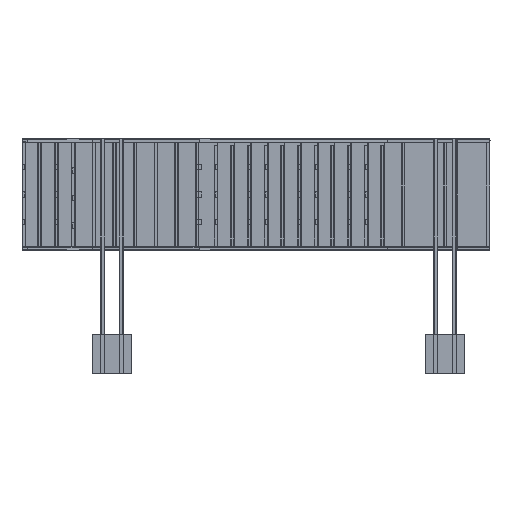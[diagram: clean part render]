
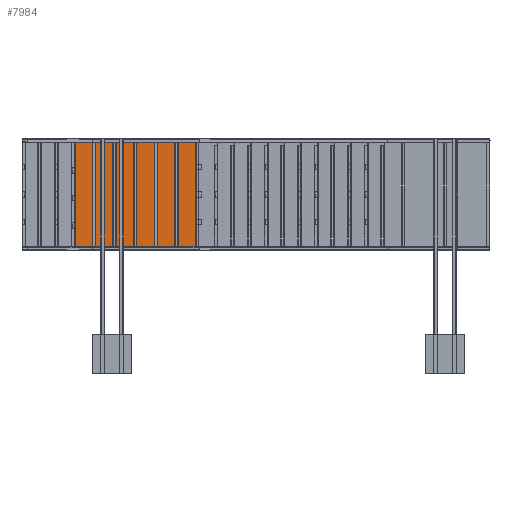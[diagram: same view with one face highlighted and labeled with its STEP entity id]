
A CAD part, front view. The second image highlights one B-rep face of the part: STEP entity #7984.
In plain terms, the highlighted free-form (B-spline) face has degree [1, 1] with [2, 2] control points.
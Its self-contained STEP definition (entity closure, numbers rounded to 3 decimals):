
#7864 = EDGE_CURVE('',#7865,#7867,#7869,.T.);
#7865 = VERTEX_POINT('',#7866);
#7866 = CARTESIAN_POINT('',(-1983.413,664.448,
    3875.804));
#7867 = VERTEX_POINT('',#7868);
#7868 = CARTESIAN_POINT('',(215.863,664.448,
    3875.804));
#7869 = B_SPLINE_CURVE_WITH_KNOTS('',1,(#7870,#7871),.UNSPECIFIED.,.F.,
  .F.,(2,2),(-2263.,-0.),.PIECEWISE_BEZIER_KNOTS.);
#7870 = CARTESIAN_POINT('',(-1983.413,664.448,
    3875.804));
#7871 = CARTESIAN_POINT('',(215.863,664.448,
    3875.804));
#7900 = EDGE_CURVE('',#7867,#7901,#7903,.T.);
#7901 = VERTEX_POINT('',#7902);
#7902 = CARTESIAN_POINT('',(215.863,664.448,
    1932.122));
#7903 = B_SPLINE_CURVE_WITH_KNOTS('',1,(#7904,#7905),.UNSPECIFIED.,.F.,
  .F.,(2,2),(0.,2000.),.PIECEWISE_BEZIER_KNOTS.);
#7904 = CARTESIAN_POINT('',(215.863,664.448,
    3875.804));
#7905 = CARTESIAN_POINT('',(215.863,664.448,
    1932.122));
#7928 = EDGE_CURVE('',#7901,#7929,#7931,.T.);
#7929 = VERTEX_POINT('',#7930);
#7930 = CARTESIAN_POINT('',(-1983.413,664.448,
    1932.122));
#7931 = B_SPLINE_CURVE_WITH_KNOTS('',1,(#7932,#7933),.UNSPECIFIED.,.F.,
  .F.,(2,2),(0.,2263.),.PIECEWISE_BEZIER_KNOTS.);
#7932 = CARTESIAN_POINT('',(215.863,664.448,
    1932.122));
#7933 = CARTESIAN_POINT('',(-1983.413,664.448,
    1932.122));
#7956 = EDGE_CURVE('',#7929,#7865,#7957,.T.);
#7957 = B_SPLINE_CURVE_WITH_KNOTS('',1,(#7958,#7959),.UNSPECIFIED.,.F.,
  .F.,(2,2),(-2000.,0.),.PIECEWISE_BEZIER_KNOTS.);
#7958 = CARTESIAN_POINT('',(-1983.413,664.448,
    1932.122));
#7959 = CARTESIAN_POINT('',(-1983.413,664.448,
    3875.804));
#7984 = ADVANCED_FACE('',(#7985),#7991,.T.);
#7985 = FACE_BOUND('',#7986,.T.);
#7986 = EDGE_LOOP('',(#7987,#7988,#7989,#7990));
#7987 = ORIENTED_EDGE('',*,*,#7864,.F.);
#7988 = ORIENTED_EDGE('',*,*,#7956,.F.);
#7989 = ORIENTED_EDGE('',*,*,#7928,.F.);
#7990 = ORIENTED_EDGE('',*,*,#7900,.F.);
#7991 = B_SPLINE_SURFACE_WITH_KNOTS('',1,1,(
    (#7992,#7993)
    ,(#7994,#7995
    )),.UNSPECIFIED.,.F.,.F.,.F.,(2,2),(2,2),(-2263.,0.),(-2000.,
    0.),.PIECEWISE_BEZIER_KNOTS.);
#7992 = CARTESIAN_POINT('',(-1983.413,664.448,
    1932.122));
#7993 = CARTESIAN_POINT('',(-1983.413,664.448,
    3875.804));
#7994 = CARTESIAN_POINT('',(215.863,664.448,
    1932.122));
#7995 = CARTESIAN_POINT('',(215.863,664.448,
    3875.804));
